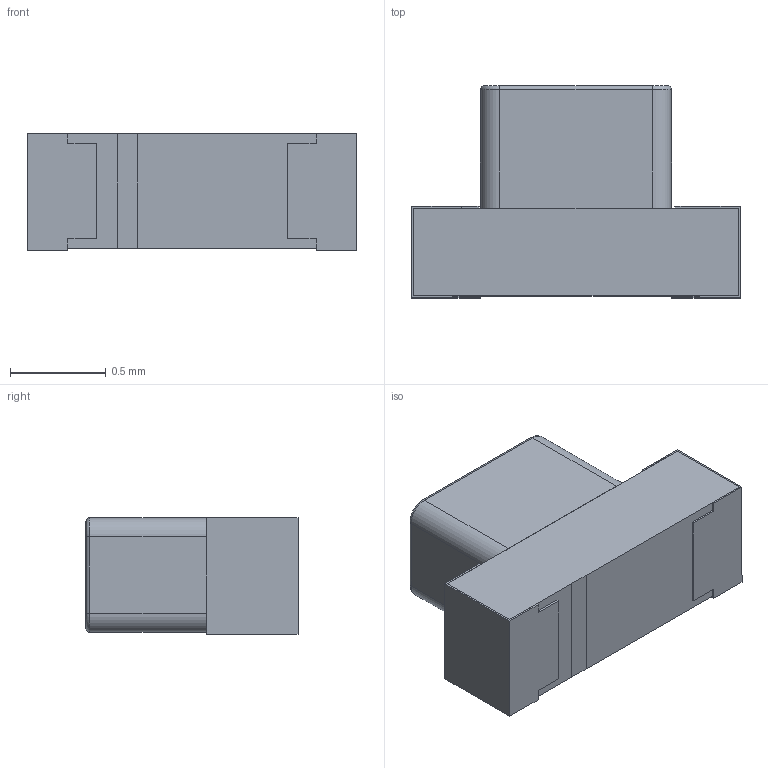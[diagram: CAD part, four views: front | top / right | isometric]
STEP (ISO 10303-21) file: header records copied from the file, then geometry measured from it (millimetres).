
FILE_DESCRIPTION (( 'STEP AP214' ), '1' );
FILE_NAME ('LED-SMD_L1.7-W0.6-R-RD_GREEN.STEP', '2022-04-14T08:20:03', ( 'PC' ), ( 'Microsoft' ), 'SwSTEP 2.0', 'SolidWorks 2020', '' );
FILE_SCHEMA (( 'AUTOMOTIVE_DESIGN' ));
Length unit declared in the file: millimetre
Products named in the file (1): LED-SMD_L1.7-W0.6-R-RD_GREEN
Bounding box: 1.72 x 1.11 x 0.61 mm (x, y, z)
Volume: 0.9 mm3; surface area: 10.4 mm2
Topology: 4 solids, 4 shells, 132 faces, 338 edges, 222 vertices
Faces by surface type: plane 106, bspline 14, cylinder 8, torus 4
Entity records: 6135 total; most frequent: CARTESIAN_POINT 1491, ORIENTED_EDGE 676, DIRECTION 568, EDGE_CURVE 338, LINE 290, VECTOR 290, VERTEX_POINT 222, EDGE_LOOP 140
